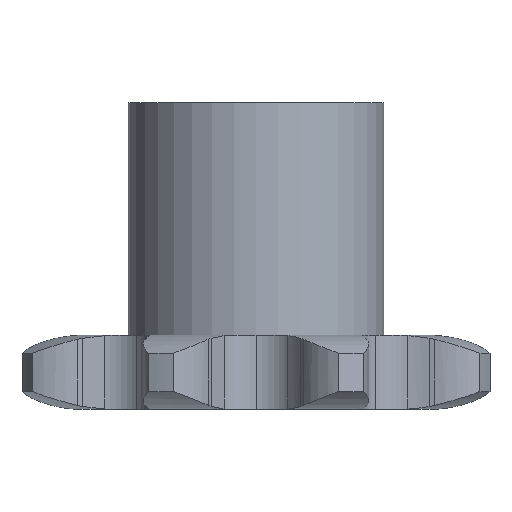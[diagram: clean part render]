
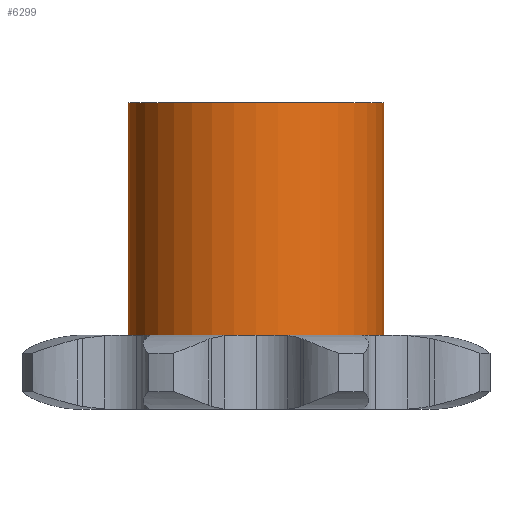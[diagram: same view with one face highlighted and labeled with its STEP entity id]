
A CAD part, front view. The second image highlights one B-rep face of the part: STEP entity #6299.
In plain terms, the highlighted cylindrical face has radius 5 mm (diameter 10 mm), a full revolution.
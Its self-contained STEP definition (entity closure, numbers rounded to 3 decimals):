
#515 = PLANE('',#516);
#516 = AXIS2_PLACEMENT_3D('',#517,#518,#519);
#517 = CARTESIAN_POINT('',(0.,0.,2.9));
#518 = DIRECTION('',(-0.,-0.,-1.));
#519 = DIRECTION('',(-1.,0.,0.));
#1765 = EDGE_CURVE('',#1766,#1766,#1768,.T.);
#1766 = VERTEX_POINT('',#1767);
#1767 = CARTESIAN_POINT('',(5.,0.,2.9));
#1768 = SURFACE_CURVE('',#1769,(#1774,#1781),.PCURVE_S1.);
#1769 = CIRCLE('',#1770,5.);
#1770 = AXIS2_PLACEMENT_3D('',#1771,#1772,#1773);
#1771 = CARTESIAN_POINT('',(0.,0.,2.9));
#1772 = DIRECTION('',(0.,0.,-1.));
#1773 = DIRECTION('',(1.,0.,0.));
#1774 = PCURVE('',#515,#1775);
#1775 = DEFINITIONAL_REPRESENTATION('',(#1776),#1780);
#1776 = CIRCLE('',#1777,5.);
#1777 = AXIS2_PLACEMENT_2D('',#1778,#1779);
#1778 = CARTESIAN_POINT('',(0.,0.));
#1779 = DIRECTION('',(-1.,0.));
#1780 = ( GEOMETRIC_REPRESENTATION_CONTEXT(2) 
PARAMETRIC_REPRESENTATION_CONTEXT() REPRESENTATION_CONTEXT('2D SPACE',''
  ) );
#1781 = PCURVE('',#1782,#1787);
#1782 = CYLINDRICAL_SURFACE('',#1783,5.);
#1783 = AXIS2_PLACEMENT_3D('',#1784,#1785,#1786);
#1784 = CARTESIAN_POINT('',(0.,0.,0.));
#1785 = DIRECTION('',(-0.,-0.,-1.));
#1786 = DIRECTION('',(1.,0.,0.));
#1787 = DEFINITIONAL_REPRESENTATION('',(#1788),#1792);
#1788 = LINE('',#1789,#1790);
#1789 = CARTESIAN_POINT('',(-6.283,-2.9));
#1790 = VECTOR('',#1791,1.);
#1791 = DIRECTION('',(1.,-0.));
#1792 = ( GEOMETRIC_REPRESENTATION_CONTEXT(2) 
PARAMETRIC_REPRESENTATION_CONTEXT() REPRESENTATION_CONTEXT('2D SPACE',''
  ) );
#6299 = ADVANCED_FACE('',(#6300),#1782,.T.);
#6300 = FACE_BOUND('',#6301,.F.);
#6301 = EDGE_LOOP('',(#6302,#6303,#6326,#6353));
#6302 = ORIENTED_EDGE('',*,*,#1765,.T.);
#6303 = ORIENTED_EDGE('',*,*,#6304,.T.);
#6304 = EDGE_CURVE('',#1766,#6305,#6307,.T.);
#6305 = VERTEX_POINT('',#6306);
#6306 = CARTESIAN_POINT('',(5.,0.,12.));
#6307 = SEAM_CURVE('',#6308,(#6312,#6319),.PCURVE_S1.);
#6308 = LINE('',#6309,#6310);
#6309 = CARTESIAN_POINT('',(5.,0.,0.));
#6310 = VECTOR('',#6311,1.);
#6311 = DIRECTION('',(0.,0.,1.));
#6312 = PCURVE('',#1782,#6313);
#6313 = DEFINITIONAL_REPRESENTATION('',(#6314),#6318);
#6314 = LINE('',#6315,#6316);
#6315 = CARTESIAN_POINT('',(-6.283,0.));
#6316 = VECTOR('',#6317,1.);
#6317 = DIRECTION('',(-0.,-1.));
#6318 = ( GEOMETRIC_REPRESENTATION_CONTEXT(2) 
PARAMETRIC_REPRESENTATION_CONTEXT() REPRESENTATION_CONTEXT('2D SPACE',''
  ) );
#6319 = PCURVE('',#1782,#6320);
#6320 = DEFINITIONAL_REPRESENTATION('',(#6321),#6325);
#6321 = LINE('',#6322,#6323);
#6322 = CARTESIAN_POINT('',(-0.,0.));
#6323 = VECTOR('',#6324,1.);
#6324 = DIRECTION('',(-0.,-1.));
#6325 = ( GEOMETRIC_REPRESENTATION_CONTEXT(2) 
PARAMETRIC_REPRESENTATION_CONTEXT() REPRESENTATION_CONTEXT('2D SPACE',''
  ) );
#6326 = ORIENTED_EDGE('',*,*,#6327,.T.);
#6327 = EDGE_CURVE('',#6305,#6305,#6328,.T.);
#6328 = SURFACE_CURVE('',#6329,(#6334,#6341),.PCURVE_S1.);
#6329 = CIRCLE('',#6330,5.);
#6330 = AXIS2_PLACEMENT_3D('',#6331,#6332,#6333);
#6331 = CARTESIAN_POINT('',(0.,0.,12.));
#6332 = DIRECTION('',(0.,0.,1.));
#6333 = DIRECTION('',(1.,0.,0.));
#6334 = PCURVE('',#1782,#6335);
#6335 = DEFINITIONAL_REPRESENTATION('',(#6336),#6340);
#6336 = LINE('',#6337,#6338);
#6337 = CARTESIAN_POINT('',(-0.,-12.));
#6338 = VECTOR('',#6339,1.);
#6339 = DIRECTION('',(-1.,0.));
#6340 = ( GEOMETRIC_REPRESENTATION_CONTEXT(2) 
PARAMETRIC_REPRESENTATION_CONTEXT() REPRESENTATION_CONTEXT('2D SPACE',''
  ) );
#6341 = PCURVE('',#6342,#6347);
#6342 = PLANE('',#6343);
#6343 = AXIS2_PLACEMENT_3D('',#6344,#6345,#6346);
#6344 = CARTESIAN_POINT('',(0.,0.,12.)
  );
#6345 = DIRECTION('',(0.,0.,1.));
#6346 = DIRECTION('',(1.,0.,0.));
#6347 = DEFINITIONAL_REPRESENTATION('',(#6348),#6352);
#6348 = CIRCLE('',#6349,5.);
#6349 = AXIS2_PLACEMENT_2D('',#6350,#6351);
#6350 = CARTESIAN_POINT('',(0.,0.));
#6351 = DIRECTION('',(1.,0.));
#6352 = ( GEOMETRIC_REPRESENTATION_CONTEXT(2) 
PARAMETRIC_REPRESENTATION_CONTEXT() REPRESENTATION_CONTEXT('2D SPACE',''
  ) );
#6353 = ORIENTED_EDGE('',*,*,#6304,.F.);
